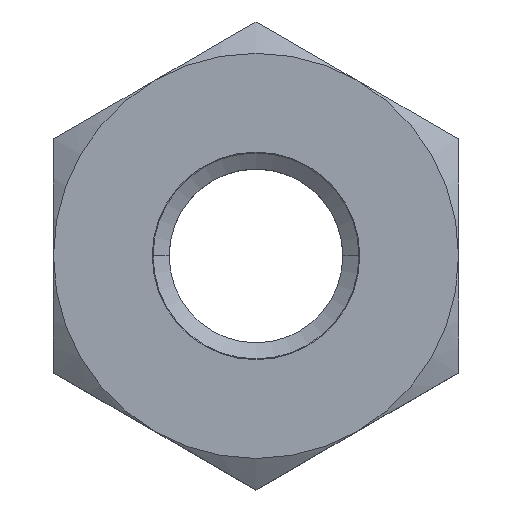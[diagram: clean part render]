
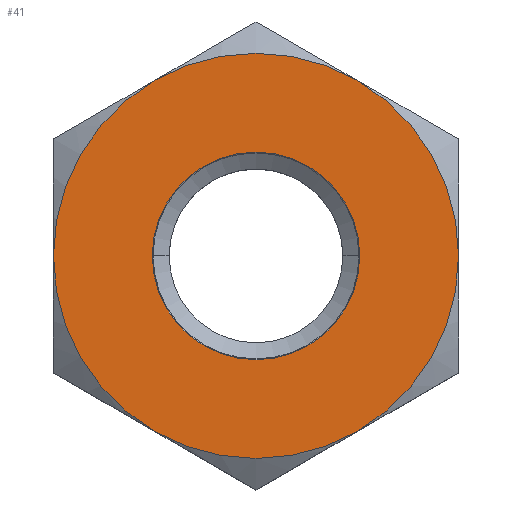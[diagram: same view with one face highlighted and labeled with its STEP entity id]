
A CAD part, top view. The second image highlights one B-rep face of the part: STEP entity #41.
In plain terms, the highlighted planar face has unit normal (0, 0, 1).
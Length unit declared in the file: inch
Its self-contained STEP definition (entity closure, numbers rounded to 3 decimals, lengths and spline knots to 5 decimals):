
#14 = DIRECTION ( 'NONE',  ( 0., 0., -1. ) ) ;
#15 = PLANE ( 'NONE',  #1371 ) ;
#19 = DIRECTION ( 'NONE',  ( -1., 0., 0. ) ) ;
#29 = CARTESIAN_POINT ( 'NONE',  ( 0., 0.2142, 0. ) ) ;
#41 = ADVANCED_FACE ( 'NONE', ( #1095, #397 ), #15, .F. ) ;
#64 = DIRECTION ( 'NONE',  ( -1., 0., 0. ) ) ;
#67 = DIRECTION ( 'NONE',  ( 0., 0., -1. ) ) ;
#70 = CARTESIAN_POINT ( 'NONE',  ( 0., 0., 0. ) ) ;
#71 = ORIENTED_EDGE ( 'NONE', *, *, #921, .F. ) ;
#77 = EDGE_CURVE ( 'NONE', #1268, #322, #213, .T. ) ;
#129 = EDGE_LOOP ( 'NONE', ( #71, #1372, #711, #644, #1281, #834 ) ) ;
#146 = AXIS2_PLACEMENT_3D ( 'NONE', #762, #619, #613 ) ;
#154 = AXIS2_PLACEMENT_3D ( 'NONE', #1208, #854, #1032 ) ;
#213 = CIRCLE ( 'NONE', #146, 0.1855 ) ;
#284 = VERTEX_POINT ( 'NONE', #446 ) ;
#322 = VERTEX_POINT ( 'NONE', #435 ) ;
#351 = DIRECTION ( 'NONE',  ( 1., 0., 0. ) ) ;
#353 = DIRECTION ( 'NONE',  ( 0., 0., 1. ) ) ;
#356 = CARTESIAN_POINT ( 'NONE',  ( 0., 0., 0. ) ) ;
#366 = EDGE_CURVE ( 'NONE', #1410, #1036, #424, .T. ) ;
#380 = AXIS2_PLACEMENT_3D ( 'NONE', #356, #353, #351 ) ;
#397 = FACE_OUTER_BOUND ( 'NONE', #129, .T. ) ;
#424 = CIRCLE ( 'NONE', #380, 0.095 ) ;
#435 = CARTESIAN_POINT ( 'NONE',  ( -0.09275, -0.16065, 0. ) ) ;
#439 = CARTESIAN_POINT ( 'NONE',  ( 0.1855, 0., 0. ) ) ;
#446 = CARTESIAN_POINT ( 'NONE',  ( -0.1855, 0., 0. ) ) ;
#517 = CIRCLE ( 'NONE', #1146, 0.095 ) ;
#521 = EDGE_CURVE ( 'NONE', #1330, #1268, #891, .T. ) ;
#546 = CARTESIAN_POINT ( 'NONE',  ( -0.09275, 0.16065, 0. ) ) ;
#559 = EDGE_LOOP ( 'NONE', ( #1259, #1369 ) ) ;
#601 = CIRCLE ( 'NONE', #154, 0.1855 ) ;
#613 = DIRECTION ( 'NONE',  ( -1., 0., 0. ) ) ;
#619 = DIRECTION ( 'NONE',  ( 0., 0., -1. ) ) ;
#644 = ORIENTED_EDGE ( 'NONE', *, *, #521, .F. ) ;
#711 = ORIENTED_EDGE ( 'NONE', *, *, #77, .F. ) ;
#762 = CARTESIAN_POINT ( 'NONE',  ( 0., 0., 0. ) ) ;
#784 = AXIS2_PLACEMENT_3D ( 'NONE', #934, #1408, #894 ) ;
#795 = CARTESIAN_POINT ( 'NONE',  ( 0., 0., 0. ) ) ;
#834 = ORIENTED_EDGE ( 'NONE', *, *, #1413, .F. ) ;
#854 = DIRECTION ( 'NONE',  ( 0., 0., 1. ) ) ;
#874 = DIRECTION ( 'NONE',  ( 0., 0., -1. ) ) ;
#878 = DIRECTION ( 'NONE',  ( -1., 0., 0. ) ) ;
#879 = CARTESIAN_POINT ( 'NONE',  ( 0., 0., 0. ) ) ;
#891 = CIRCLE ( 'NONE', #1446, 0.1855 ) ;
#892 = CARTESIAN_POINT ( 'NONE',  ( 0.095, 0., 0. ) ) ;
#894 = DIRECTION ( 'NONE',  ( -1., 0., 0. ) ) ;
#921 = EDGE_CURVE ( 'NONE', #284, #1179, #1229, .T. ) ;
#934 = CARTESIAN_POINT ( 'NONE',  ( 0., 0., 0. ) ) ;
#1014 = DIRECTION ( 'NONE',  ( 0., 0., -1. ) ) ;
#1023 = EDGE_CURVE ( 'NONE', #1330, #1430, #601, .T. ) ;
#1032 = DIRECTION ( 'NONE',  ( 1., 0., 0. ) ) ;
#1036 = VERTEX_POINT ( 'NONE', #1261 ) ;
#1082 = CIRCLE ( 'NONE', #784, 0.1855 ) ;
#1095 = FACE_BOUND ( 'NONE', #559, .T. ) ;
#1116 = CIRCLE ( 'NONE', #1349, 0.1855 ) ;
#1146 = AXIS2_PLACEMENT_3D ( 'NONE', #879, #1246, #1294 ) ;
#1173 = EDGE_CURVE ( 'NONE', #322, #284, #1082, .T. ) ;
#1179 = VERTEX_POINT ( 'NONE', #546 ) ;
#1208 = CARTESIAN_POINT ( 'NONE',  ( 0., 0., 0. ) ) ;
#1216 = CARTESIAN_POINT ( 'NONE',  ( 0.09275, -0.16065, 0. ) ) ;
#1229 = CIRCLE ( 'NONE', #1432, 0.1855 ) ;
#1232 = CARTESIAN_POINT ( 'NONE',  ( 0.09275, 0.16065, 0. ) ) ;
#1246 = DIRECTION ( 'NONE',  ( 0., 0., 1. ) ) ;
#1259 = ORIENTED_EDGE ( 'NONE', *, *, #366, .F. ) ;
#1261 = CARTESIAN_POINT ( 'NONE',  ( -0.095, 0., 0. ) ) ;
#1268 = VERTEX_POINT ( 'NONE', #1216 ) ;
#1281 = ORIENTED_EDGE ( 'NONE', *, *, #1023, .T. ) ;
#1294 = DIRECTION ( 'NONE',  ( 1., 0., 0. ) ) ;
#1315 = CARTESIAN_POINT ( 'NONE',  ( 0., 0., 0. ) ) ;
#1330 = VERTEX_POINT ( 'NONE', #439 ) ;
#1338 = DIRECTION ( 'NONE',  ( -1., 0., 0. ) ) ;
#1349 = AXIS2_PLACEMENT_3D ( 'NONE', #795, #1014, #878 ) ;
#1369 = ORIENTED_EDGE ( 'NONE', *, *, #1391, .F. ) ;
#1371 = AXIS2_PLACEMENT_3D ( 'NONE', #29, #14, #19 ) ;
#1372 = ORIENTED_EDGE ( 'NONE', *, *, #1173, .F. ) ;
#1391 = EDGE_CURVE ( 'NONE', #1036, #1410, #517, .T. ) ;
#1408 = DIRECTION ( 'NONE',  ( 0., 0., -1. ) ) ;
#1410 = VERTEX_POINT ( 'NONE', #892 ) ;
#1413 = EDGE_CURVE ( 'NONE', #1179, #1430, #1116, .T. ) ;
#1430 = VERTEX_POINT ( 'NONE', #1232 ) ;
#1432 = AXIS2_PLACEMENT_3D ( 'NONE', #1315, #874, #1338 ) ;
#1446 = AXIS2_PLACEMENT_3D ( 'NONE', #70, #67, #64 ) ;
